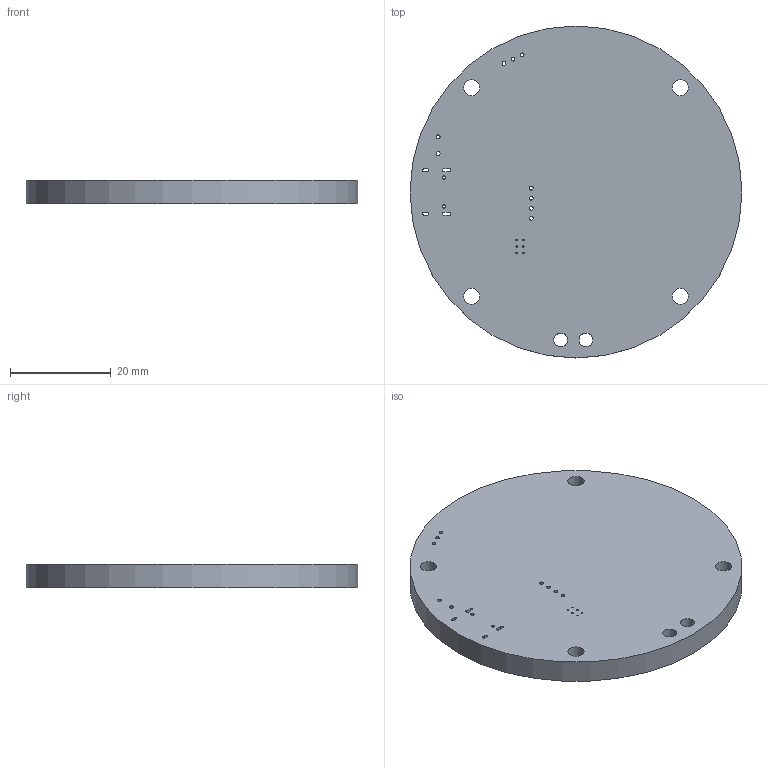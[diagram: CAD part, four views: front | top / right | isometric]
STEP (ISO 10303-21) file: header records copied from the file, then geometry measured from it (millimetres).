
FILE_DESCRIPTION(('KiCad electronic assembly'),'2;1');
FILE_NAME('esp-bldc-foc.step','2022-09-02T15:26:43',('Pcbnew'),('Kicad') ,'Open CASCADE STEP processor 7.5','KiCad to STEP converter','Unknown' );
FILE_SCHEMA(('AUTOMOTIVE_DESIGN { 1 0 10303 214 1 1 1 1 }'));
Length unit declared in the file: millimetre
Products named in the file (2): esp-bldc-foc 1; _autosave-esp-bldc-foc PCB
Assembly tree (1 placements, depth 2):
  esp-bldc-foc 1
    _autosave-esp-bldc-foc PCB
Bounding box: 66 x 66 x 4.69 mm (x, y, z)
Volume: 15801.2 mm3; surface area: 8195.4 mm2
Topology: 1 solids, 1 shells, 42 faces, 120 edges, 80 vertices
Faces by surface type: cylinder 32, plane 10
Full cylindrical faces by diameter (mm): 0.33 x6, 0.65 x2, 0.75 x7, 0.8 x2, 2.7 x2, 3.2 x4, 66 x1
Entity records: 3123 total; most frequent: DIRECTION 512, CARTESIAN_POINT 484, ORIENTED_EDGE 240, PCURVE 240, DEFINITIONAL_REPRESENTATION 240, LINE 232, VECTOR 232, CIRCLE 128
